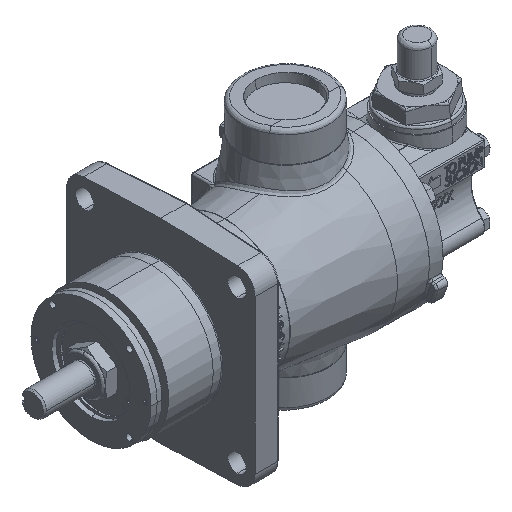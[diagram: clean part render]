
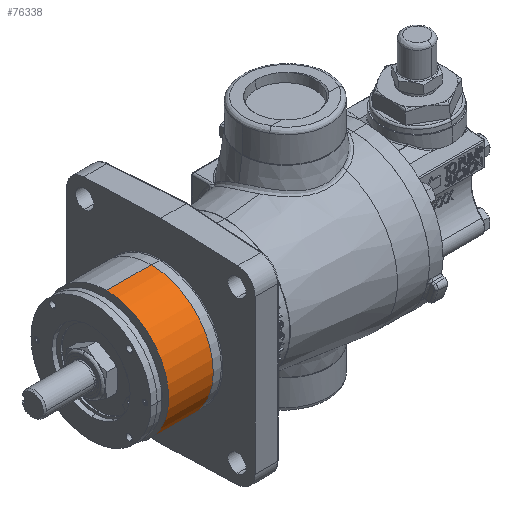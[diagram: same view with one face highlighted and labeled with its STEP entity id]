
A CAD part, isometric view. The second image highlights one B-rep face of the part: STEP entity #76338.
In plain terms, the highlighted cylindrical face has radius 49.2 mm (diameter 98.4 mm), a partial arc.
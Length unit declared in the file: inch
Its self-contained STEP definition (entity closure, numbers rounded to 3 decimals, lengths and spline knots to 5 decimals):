
#4014 = DIRECTION ( 'NONE',  ( 0., 0., 1. ) ) ;
#5106 = DIRECTION ( 'NONE',  ( 0., 0., 1. ) ) ;
#11802 = CYLINDRICAL_SURFACE ( 'NONE', #25947, 1.937 ) ;
#12511 = DIRECTION ( 'NONE',  ( -1., 0., 0. ) ) ;
#14944 = LINE ( 'NONE', #70973, #82412 ) ;
#15271 = VECTOR ( 'NONE', #72335, 39.37008 ) ;
#19159 = AXIS2_PLACEMENT_3D ( 'NONE', #22508, #68178, #29073 ) ;
#22508 = CARTESIAN_POINT ( 'NONE',  ( -6.3, 0., 0. ) ) ;
#25947 = AXIS2_PLACEMENT_3D ( 'NONE', #55928, #49379, #4014 ) ;
#29073 = DIRECTION ( 'NONE',  ( 0., 0., 1. ) ) ;
#30476 = CIRCLE ( 'NONE', #36200, 1.937 ) ;
#31823 = CARTESIAN_POINT ( 'NONE',  ( -6.3, 0., 1.937 ) ) ;
#32179 = ORIENTED_EDGE ( 'NONE', *, *, #45359, .F. ) ;
#32579 = LINE ( 'NONE', #65720, #15271 ) ;
#34133 = EDGE_LOOP ( 'NONE', ( #32179, #74628, #35158, #58070 ) ) ;
#34145 = VERTEX_POINT ( 'NONE', #73520 ) ;
#35158 = ORIENTED_EDGE ( 'NONE', *, *, #66594, .T. ) ;
#36200 = AXIS2_PLACEMENT_3D ( 'NONE', #83338, #44187, #5106 ) ;
#36719 = CIRCLE ( 'NONE', #19159, 1.937 ) ;
#37513 = CARTESIAN_POINT ( 'NONE',  ( -7.69, 0., -1.937 ) ) ;
#44187 = DIRECTION ( 'NONE',  ( 1., 0., 0. ) ) ;
#45338 = VERTEX_POINT ( 'NONE', #31823 ) ;
#45359 = EDGE_CURVE ( 'NONE', #77891, #67322, #14944, .T. ) ;
#49379 = DIRECTION ( 'NONE',  ( -1., 0., 0. ) ) ;
#55928 = CARTESIAN_POINT ( 'NONE',  ( -8.36483, 0., 0. ) ) ;
#57676 = CARTESIAN_POINT ( 'NONE',  ( -6.3, 0., -1.937 ) ) ;
#58070 = ORIENTED_EDGE ( 'NONE', *, *, #74270, .T. ) ;
#65720 = CARTESIAN_POINT ( 'NONE',  ( -8.36483, 0., 1.937 ) ) ;
#66594 = EDGE_CURVE ( 'NONE', #45338, #34145, #32579, .T. ) ;
#67322 = VERTEX_POINT ( 'NONE', #37513 ) ;
#68178 = DIRECTION ( 'NONE',  ( 1., 0., 0. ) ) ;
#70973 = CARTESIAN_POINT ( 'NONE',  ( -8.36483, 0., -1.937 ) ) ;
#72050 = FACE_OUTER_BOUND ( 'NONE', #34133, .T. ) ;
#72335 = DIRECTION ( 'NONE',  ( -1., 0., 0. ) ) ;
#73520 = CARTESIAN_POINT ( 'NONE',  ( -7.69, 0., 1.937 ) ) ;
#74270 = EDGE_CURVE ( 'NONE', #34145, #67322, #30476, .T. ) ;
#74628 = ORIENTED_EDGE ( 'NONE', *, *, #79960, .F. ) ;
#76338 = ADVANCED_FACE ( 'NONE', ( #72050 ), #11802, .T. ) ;
#77891 = VERTEX_POINT ( 'NONE', #57676 ) ;
#79960 = EDGE_CURVE ( 'NONE', #45338, #77891, #36719, .T. ) ;
#82412 = VECTOR ( 'NONE', #12511, 39.37008 ) ;
#83338 = CARTESIAN_POINT ( 'NONE',  ( -7.69, 0., 0. ) ) ;
